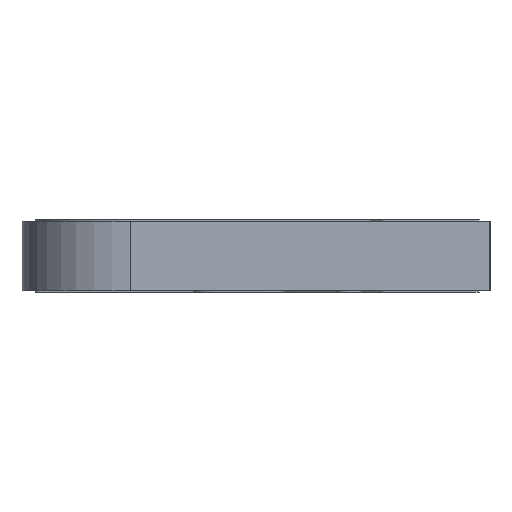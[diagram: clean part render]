
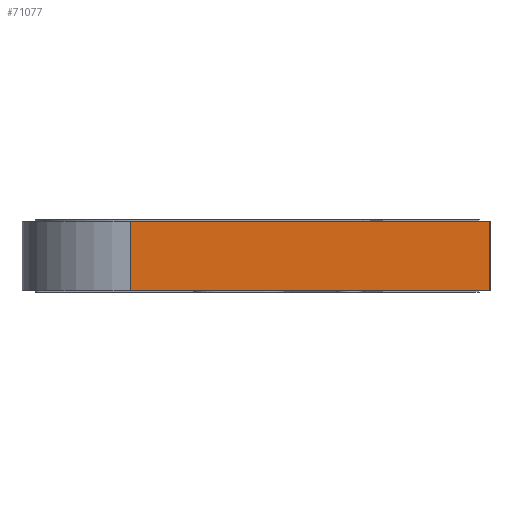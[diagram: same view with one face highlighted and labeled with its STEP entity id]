
A CAD part, left-side view. The second image highlights one B-rep face of the part: STEP entity #71077.
In plain terms, the highlighted planar face has unit normal (-1, 0, 0).
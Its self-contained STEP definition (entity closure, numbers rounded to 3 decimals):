
#69528 = VERTEX_POINT('',#69529);
#69529 = CARTESIAN_POINT('',(-7.,-0.,0.));
#69535 = EDGE_CURVE('',#69528,#69536,#69538,.T.);
#69536 = VERTEX_POINT('',#69537);
#69537 = CARTESIAN_POINT('',(-7.,8.25,0.));
#69538 = LINE('',#69539,#69540);
#69539 = CARTESIAN_POINT('',(-7.,-0.,0.));
#69540 = VECTOR('',#69541,1.);
#69541 = DIRECTION('',(0.,1.,0.));
#70289 = VERTEX_POINT('',#70290);
#70290 = CARTESIAN_POINT('',(-7.,0.,1.6));
#70296 = EDGE_CURVE('',#70289,#70297,#70299,.T.);
#70297 = VERTEX_POINT('',#70298);
#70298 = CARTESIAN_POINT('',(-7.,8.25,1.6));
#70299 = LINE('',#70300,#70301);
#70300 = CARTESIAN_POINT('',(-7.,0.,1.6));
#70301 = VECTOR('',#70302,1.);
#70302 = DIRECTION('',(0.,1.,0.));
#71047 = EDGE_CURVE('',#69536,#70297,#71048,.T.);
#71048 = LINE('',#71049,#71050);
#71049 = CARTESIAN_POINT('',(-7.,8.25,0.));
#71050 = VECTOR('',#71051,1.);
#71051 = DIRECTION('',(0.,0.,1.));
#71066 = EDGE_CURVE('',#69528,#70289,#71067,.T.);
#71067 = LINE('',#71068,#71069);
#71068 = CARTESIAN_POINT('',(-7.,-0.,0.));
#71069 = VECTOR('',#71070,1.);
#71070 = DIRECTION('',(0.,0.,1.));
#71077 = ADVANCED_FACE('',(#71078),#71084,.T.);
#71078 = FACE_BOUND('',#71079,.T.);
#71079 = EDGE_LOOP('',(#71080,#71081,#71082,#71083));
#71080 = ORIENTED_EDGE('',*,*,#71066,.T.);
#71081 = ORIENTED_EDGE('',*,*,#70296,.T.);
#71082 = ORIENTED_EDGE('',*,*,#71047,.F.);
#71083 = ORIENTED_EDGE('',*,*,#69535,.F.);
#71084 = PLANE('',#71085);
#71085 = AXIS2_PLACEMENT_3D('',#71086,#71087,#71088);
#71086 = CARTESIAN_POINT('',(-7.,0.,0.));
#71087 = DIRECTION('',(-1.,0.,0.));
#71088 = DIRECTION('',(0.,1.,0.));
